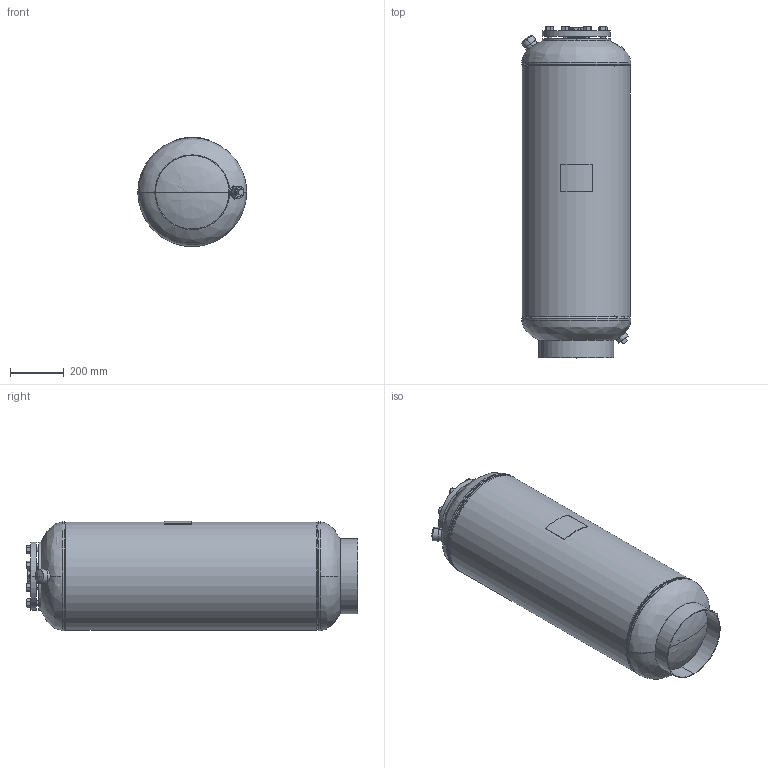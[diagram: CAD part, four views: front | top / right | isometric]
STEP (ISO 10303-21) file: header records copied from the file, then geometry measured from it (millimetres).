
FILE_DESCRIPTION (( 'STEP AP203' ), '1' );
FILE_NAME ('NLAP-150.STEP', '2021-03-03T16:00:17', ( '' ), ( '' ), 'SwSTEP 2.0', 'SolidWorks 2020', '' );
FILE_SCHEMA (( 'CONFIG_CONTROL_DESIGN' ));
Length unit declared in the file: inch
Products named in the file (19): 9400044; PLUGS_9500150; 9800512; 9801512; 9500050; 9800477; 9800460_03-34; 9800448; 9400056; 9500000; 9600830_16" VERT; NLAP-150; 99Q2623; 8500008_44605K286; 9200080; 99B2624; 9800532; 9800620_HHNUT 0.6250-11-D-N
Assembly tree (32 placements, depth 2):
  NLAP-150
    99B2624
    9200080
    9200080
    9500000
    9500050
    9800460_03-34
    PLUGS_9500150
    8500008_44605K286
    9800512
    9801512
    9400056
    9400044
    9800532  x8
    9800620_HHNUT 0.6250-11-D-N  x8
    9800448
    9800477
    99Q2623
    9600830_16" VERT
Bounding box: 408.55 x 1239.48 x 408.23 mm (x, y, z)
Volume: 5683185.4 mm3; surface area: 3571633.4 mm2
Topology: 33 solids, 33 shells, 779 faces, 2118 edges, 1377 vertices
Faces by surface type: cylinder 329, cone 240, plane 145, torus 34, bspline 19, sphere 12
Full cylindrical faces by diameter (mm): 274.523 x1, 279.4 x1, 400.05 x1, 404.927 x1
Entity records: 43332 total; most frequent: CARTESIAN_POINT 26793, ORIENTED_EDGE 3272, DIRECTION 2450, EDGE_CURVE 1636, VERTEX_POINT 1111, AXIS2_PLACEMENT_3D 1013, EDGE_LOOP 733, B_SPLINE_CURVE_WITH_KNOTS 730
